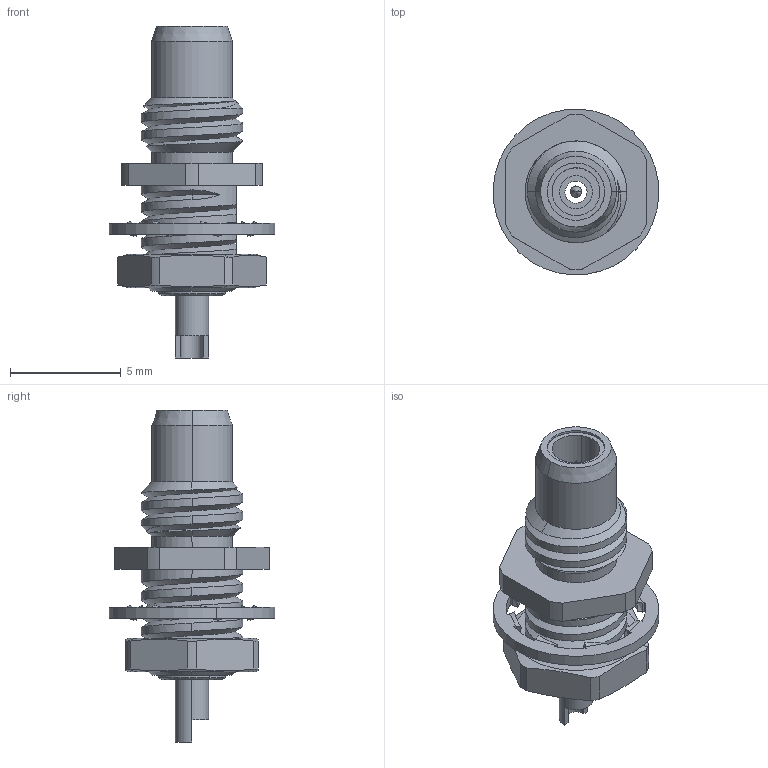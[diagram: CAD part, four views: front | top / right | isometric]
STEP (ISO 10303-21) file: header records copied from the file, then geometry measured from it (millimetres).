
FILE_DESCRIPTION (( 'STEP AP214' ), '1' );
FILE_NAME ('34-360-D3.STEP', '2024-09-06T08:51:49', ( '' ), ( '' ), 'SwSTEP 2.0', 'SolidWorks 2024', '' );
FILE_SCHEMA (( 'AUTOMOTIVE_DESIGN' ));
Length unit declared in the file: millimetre
Products named in the file (1): 34-360-D3
Bounding box: 7.49 x 7.49 x 15.01 mm (x, y, z)
Surface area: 555.2 mm2 (no closed solid volume)
Topology: 0 solids, 7 shells, 168 faces, 454 edges, 287 vertices
Faces by surface type: cylinder 58, plane 48, bspline 38, cone 24
Entity records: 7351 total; most frequent: CARTESIAN_POINT 3481, ORIENTED_EDGE 852, DIRECTION 701, EDGE_CURVE 452, VERTEX_POINT 287, AXIS2_PLACEMENT_3D 241, VECTOR 219, LINE 219
